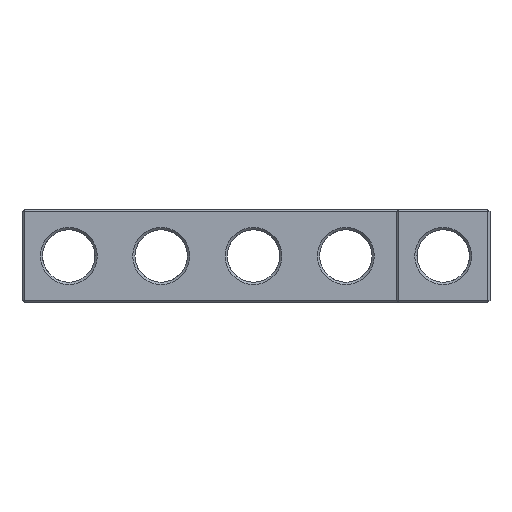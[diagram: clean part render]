
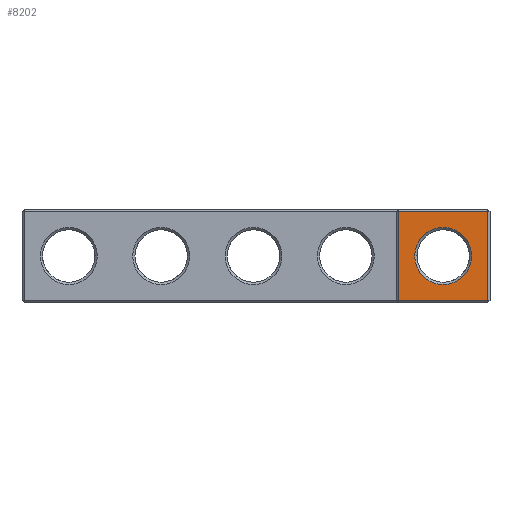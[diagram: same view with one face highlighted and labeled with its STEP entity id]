
A CAD part, left-side view. The second image highlights one B-rep face of the part: STEP entity #8202.
In plain terms, the highlighted planar face has unit normal (-1, 0, 0).
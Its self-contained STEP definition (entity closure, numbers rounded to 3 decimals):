
#326 = PLANE('',#327);
#327 = AXIS2_PLACEMENT_3D('',#328,#329,#330);
#328 = CARTESIAN_POINT('',(-31.1,6.1,0.));
#329 = DIRECTION('',(0.707,-0.707,0.));
#330 = DIRECTION('',(-0.,-0.,-1.));
#996 = VERTEX_POINT('',#997);
#997 = CARTESIAN_POINT('',(-31.25,5.95,0.3));
#1018 = EDGE_CURVE('',#996,#1019,#1021,.T.);
#1019 = VERTEX_POINT('',#1020);
#1020 = CARTESIAN_POINT('',(-31.25,5.95,12.2));
#1021 = SURFACE_CURVE('',#1022,(#1026,#1033),.PCURVE_S1.);
#1022 = LINE('',#1023,#1024);
#1023 = CARTESIAN_POINT('',(-31.25,5.95,0.));
#1024 = VECTOR('',#1025,1.);
#1025 = DIRECTION('',(0.,0.,1.));
#1026 = PCURVE('',#326,#1027);
#1027 = DEFINITIONAL_REPRESENTATION('',(#1028),#1032);
#1028 = LINE('',#1029,#1030);
#1029 = CARTESIAN_POINT('',(-0.,-0.212));
#1030 = VECTOR('',#1031,1.);
#1031 = DIRECTION('',(-1.,0.));
#1032 = ( GEOMETRIC_REPRESENTATION_CONTEXT(2) 
PARAMETRIC_REPRESENTATION_CONTEXT() REPRESENTATION_CONTEXT('2D SPACE',''
  ) );
#1033 = PCURVE('',#1034,#1039);
#1034 = PLANE('',#1035);
#1035 = AXIS2_PLACEMENT_3D('',#1036,#1037,#1038);
#1036 = CARTESIAN_POINT('',(-31.25,6.25,0.));
#1037 = DIRECTION('',(1.,0.,0.));
#1038 = DIRECTION('',(0.,-1.,0.));
#1039 = DEFINITIONAL_REPRESENTATION('',(#1040),#1044);
#1040 = LINE('',#1041,#1042);
#1041 = CARTESIAN_POINT('',(0.3,0.));
#1042 = VECTOR('',#1043,1.);
#1043 = DIRECTION('',(0.,-1.));
#1044 = ( GEOMETRIC_REPRESENTATION_CONTEXT(2) 
PARAMETRIC_REPRESENTATION_CONTEXT() REPRESENTATION_CONTEXT('2D SPACE',''
  ) );
#1225 = PLANE('',#1226);
#1226 = AXIS2_PLACEMENT_3D('',#1227,#1228,#1229);
#1227 = CARTESIAN_POINT('',(-31.1,6.25,0.15));
#1228 = DIRECTION('',(0.707,0.,0.707));
#1229 = DIRECTION('',(0.,-1.,0.));
#1729 = PLANE('',#1730);
#1730 = AXIS2_PLACEMENT_3D('',#1731,#1732,#1733);
#1731 = CARTESIAN_POINT('',(-31.1,6.25,12.35));
#1732 = DIRECTION('',(-0.707,0.,0.707));
#1733 = DIRECTION('',(0.,-1.,0.));
#8202 = ADVANCED_FACE('',(#8203,#8278),#1034,.F.);
#8203 = FACE_BOUND('',#8204,.F.);
#8204 = EDGE_LOOP('',(#8205,#8235,#8256,#8257));
#8205 = ORIENTED_EDGE('',*,*,#8206,.F.);
#8206 = EDGE_CURVE('',#8207,#8209,#8211,.T.);
#8207 = VERTEX_POINT('',#8208);
#8208 = CARTESIAN_POINT('',(-31.25,-5.95,0.3));
#8209 = VERTEX_POINT('',#8210);
#8210 = CARTESIAN_POINT('',(-31.25,-5.95,12.2));
#8211 = SURFACE_CURVE('',#8212,(#8216,#8223),.PCURVE_S1.);
#8212 = LINE('',#8213,#8214);
#8213 = CARTESIAN_POINT('',(-31.25,-5.95,0.));
#8214 = VECTOR('',#8215,1.);
#8215 = DIRECTION('',(0.,0.,1.));
#8216 = PCURVE('',#1034,#8217);
#8217 = DEFINITIONAL_REPRESENTATION('',(#8218),#8222);
#8218 = LINE('',#8219,#8220);
#8219 = CARTESIAN_POINT('',(12.2,0.));
#8220 = VECTOR('',#8221,1.);
#8221 = DIRECTION('',(0.,-1.));
#8222 = ( GEOMETRIC_REPRESENTATION_CONTEXT(2) 
PARAMETRIC_REPRESENTATION_CONTEXT() REPRESENTATION_CONTEXT('2D SPACE',''
  ) );
#8223 = PCURVE('',#8224,#8229);
#8224 = PLANE('',#8225);
#8225 = AXIS2_PLACEMENT_3D('',#8226,#8227,#8228);
#8226 = CARTESIAN_POINT('',(-31.1,-6.1,0.));
#8227 = DIRECTION('',(-0.707,-0.707,0.));
#8228 = DIRECTION('',(0.,0.,1.));
#8229 = DEFINITIONAL_REPRESENTATION('',(#8230),#8234);
#8230 = LINE('',#8231,#8232);
#8231 = CARTESIAN_POINT('',(0.,0.212));
#8232 = VECTOR('',#8233,1.);
#8233 = DIRECTION('',(1.,0.));
#8234 = ( GEOMETRIC_REPRESENTATION_CONTEXT(2) 
PARAMETRIC_REPRESENTATION_CONTEXT() REPRESENTATION_CONTEXT('2D SPACE',''
  ) );
#8235 = ORIENTED_EDGE('',*,*,#8236,.F.);
#8236 = EDGE_CURVE('',#996,#8207,#8237,.T.);
#8237 = SURFACE_CURVE('',#8238,(#8242,#8249),.PCURVE_S1.);
#8238 = LINE('',#8239,#8240);
#8239 = CARTESIAN_POINT('',(-31.25,6.25,0.3));
#8240 = VECTOR('',#8241,1.);
#8241 = DIRECTION('',(0.,-1.,0.));
#8242 = PCURVE('',#1034,#8243);
#8243 = DEFINITIONAL_REPRESENTATION('',(#8244),#8248);
#8244 = LINE('',#8245,#8246);
#8245 = CARTESIAN_POINT('',(0.,-0.3));
#8246 = VECTOR('',#8247,1.);
#8247 = DIRECTION('',(1.,0.));
#8248 = ( GEOMETRIC_REPRESENTATION_CONTEXT(2) 
PARAMETRIC_REPRESENTATION_CONTEXT() REPRESENTATION_CONTEXT('2D SPACE',''
  ) );
#8249 = PCURVE('',#1225,#8250);
#8250 = DEFINITIONAL_REPRESENTATION('',(#8251),#8255);
#8251 = LINE('',#8252,#8253);
#8252 = CARTESIAN_POINT('',(0.,-0.212));
#8253 = VECTOR('',#8254,1.);
#8254 = DIRECTION('',(1.,0.));
#8255 = ( GEOMETRIC_REPRESENTATION_CONTEXT(2) 
PARAMETRIC_REPRESENTATION_CONTEXT() REPRESENTATION_CONTEXT('2D SPACE',''
  ) );
#8256 = ORIENTED_EDGE('',*,*,#1018,.T.);
#8257 = ORIENTED_EDGE('',*,*,#8258,.T.);
#8258 = EDGE_CURVE('',#1019,#8209,#8259,.T.);
#8259 = SURFACE_CURVE('',#8260,(#8264,#8271),.PCURVE_S1.);
#8260 = LINE('',#8261,#8262);
#8261 = CARTESIAN_POINT('',(-31.25,6.25,12.2));
#8262 = VECTOR('',#8263,1.);
#8263 = DIRECTION('',(0.,-1.,0.));
#8264 = PCURVE('',#1034,#8265);
#8265 = DEFINITIONAL_REPRESENTATION('',(#8266),#8270);
#8266 = LINE('',#8267,#8268);
#8267 = CARTESIAN_POINT('',(0.,-12.2));
#8268 = VECTOR('',#8269,1.);
#8269 = DIRECTION('',(1.,0.));
#8270 = ( GEOMETRIC_REPRESENTATION_CONTEXT(2) 
PARAMETRIC_REPRESENTATION_CONTEXT() REPRESENTATION_CONTEXT('2D SPACE',''
  ) );
#8271 = PCURVE('',#1729,#8272);
#8272 = DEFINITIONAL_REPRESENTATION('',(#8273),#8277);
#8273 = LINE('',#8274,#8275);
#8274 = CARTESIAN_POINT('',(-0.,-0.212));
#8275 = VECTOR('',#8276,1.);
#8276 = DIRECTION('',(1.,0.));
#8277 = ( GEOMETRIC_REPRESENTATION_CONTEXT(2) 
PARAMETRIC_REPRESENTATION_CONTEXT() REPRESENTATION_CONTEXT('2D SPACE',''
  ) );
#8278 = FACE_BOUND('',#8279,.F.);
#8279 = EDGE_LOOP('',(#8280));
#8280 = ORIENTED_EDGE('',*,*,#8281,.T.);
#8281 = EDGE_CURVE('',#8282,#8282,#8284,.T.);
#8282 = VERTEX_POINT('',#8283);
#8283 = CARTESIAN_POINT('',(-31.25,0.,10.05));
#8284 = SURFACE_CURVE('',#8285,(#8290,#8301),.PCURVE_S1.);
#8285 = CIRCLE('',#8286,3.8);
#8286 = AXIS2_PLACEMENT_3D('',#8287,#8288,#8289);
#8287 = CARTESIAN_POINT('',(-31.25,0.,6.25));
#8288 = DIRECTION('',(-1.,0.,0.));
#8289 = DIRECTION('',(0.,0.,1.));
#8290 = PCURVE('',#1034,#8291);
#8291 = DEFINITIONAL_REPRESENTATION('',(#8292),#8300);
#8292 = ( BOUNDED_CURVE() B_SPLINE_CURVE(2,(#8293,#8294,#8295,#8296,
#8297,#8298,#8299),.UNSPECIFIED.,.T.,.F.) B_SPLINE_CURVE_WITH_KNOTS((1,2
    ,2,2,2,1),(-2.094,0.,2.094,4.189,
6.283,8.378),.UNSPECIFIED.) CURVE() 
GEOMETRIC_REPRESENTATION_ITEM() RATIONAL_B_SPLINE_CURVE((1.,0.5,1.,0.5,
1.,0.5,1.)) REPRESENTATION_ITEM('') );
#8293 = CARTESIAN_POINT('',(6.25,-10.05));
#8294 = CARTESIAN_POINT('',(-0.332,-10.05));
#8295 = CARTESIAN_POINT('',(2.959,-4.35));
#8296 = CARTESIAN_POINT('',(6.25,1.35));
#8297 = CARTESIAN_POINT('',(9.541,-4.35));
#8298 = CARTESIAN_POINT('',(12.832,-10.05));
#8299 = CARTESIAN_POINT('',(6.25,-10.05));
#8300 = ( GEOMETRIC_REPRESENTATION_CONTEXT(2) 
PARAMETRIC_REPRESENTATION_CONTEXT() REPRESENTATION_CONTEXT('2D SPACE',''
  ) );
#8301 = PCURVE('',#8302,#8307);
#8302 = CONICAL_SURFACE('',#8303,3.5,0.785);
#8303 = AXIS2_PLACEMENT_3D('',#8304,#8305,#8306);
#8304 = CARTESIAN_POINT('',(-30.95,0.,6.25));
#8305 = DIRECTION('',(-1.,-0.,0.));
#8306 = DIRECTION('',(0.,0.,1.));
#8307 = DEFINITIONAL_REPRESENTATION('',(#8308),#8312);
#8308 = LINE('',#8309,#8310);
#8309 = CARTESIAN_POINT('',(0.,0.3));
#8310 = VECTOR('',#8311,1.);
#8311 = DIRECTION('',(1.,0.));
#8312 = ( GEOMETRIC_REPRESENTATION_CONTEXT(2) 
PARAMETRIC_REPRESENTATION_CONTEXT() REPRESENTATION_CONTEXT('2D SPACE',''
  ) );
